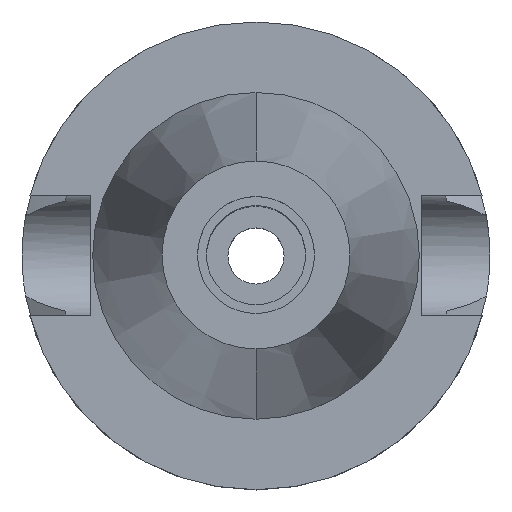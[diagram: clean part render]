
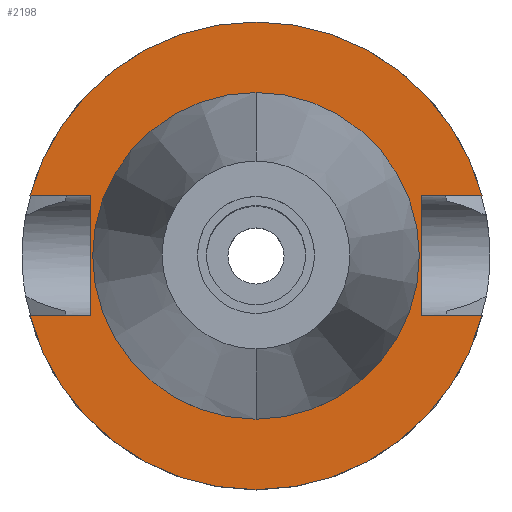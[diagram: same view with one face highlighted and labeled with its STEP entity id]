
A CAD part, top view. The second image highlights one B-rep face of the part: STEP entity #2198.
In plain terms, the highlighted planar face has unit normal (0, 0, 1).
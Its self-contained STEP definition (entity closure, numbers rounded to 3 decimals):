
#842=DIRECTION('',(1.,0.,0.));
#843=VECTOR('',#842,12.921);
#844=CARTESIAN_POINT('',(35.4,12.85,-3.));
#845=LINE('',#844,#843);
#889=DIRECTION('',(0.,1.,0.));
#890=VECTOR('',#889,25.7);
#891=CARTESIAN_POINT('',(-35.4,-12.85,-3.));
#892=LINE('',#891,#890);
#896=DIRECTION('',(-1.,0.,0.));
#897=VECTOR('',#896,12.921);
#898=CARTESIAN_POINT('',(-35.4,12.85,-3.));
#899=LINE('',#898,#897);
#903=CARTESIAN_POINT('',(0.,0.,-3.));
#904=DIRECTION('',(0.,0.,-1.));
#905=DIRECTION('',(-0.966,0.257,0.));
#906=AXIS2_PLACEMENT_3D('',#903,#904,#905);
#911=CARTESIAN_POINT('',(0.,0.,-3.));
#912=DIRECTION('',(0.,0.,-1.));
#913=DIRECTION('',(0.,1.,0.));
#914=AXIS2_PLACEMENT_3D('',#911,#912,#913);
#919=DIRECTION('',(0.,-1.,0.));
#920=VECTOR('',#919,25.7);
#921=CARTESIAN_POINT('',(35.4,12.85,-3.));
#922=LINE('',#921,#920);
#926=DIRECTION('',(1.,0.,0.));
#927=VECTOR('',#926,12.921);
#928=CARTESIAN_POINT('',(35.4,-12.85,-3.));
#929=LINE('',#928,#927);
#933=CARTESIAN_POINT('',(0.,0.,-3.));
#934=DIRECTION('',(0.,0.,-1.));
#935=DIRECTION('',(0.966,-0.257,0.));
#936=AXIS2_PLACEMENT_3D('',#933,#934,#935);
#941=CARTESIAN_POINT('',(0.,0.,-3.));
#942=DIRECTION('',(0.,0.,-1.));
#943=DIRECTION('',(0.,-1.,0.));
#944=AXIS2_PLACEMENT_3D('',#941,#942,#943);
#949=CARTESIAN_POINT('',(0.,0.,-3.));
#950=DIRECTION('',(0.,0.,1.));
#951=DIRECTION('',(0.,-1.,0.));
#952=AXIS2_PLACEMENT_3D('',#949,#950,#951);
#957=CARTESIAN_POINT('',(0.,0.,-3.));
#958=DIRECTION('',(0.,0.,1.));
#959=DIRECTION('',(0.,1.,0.));
#960=AXIS2_PLACEMENT_3D('',#957,#958,#959);
#995=DIRECTION('',(-1.,0.,0.));
#996=VECTOR('',#995,12.921);
#997=CARTESIAN_POINT('',(-35.4,-12.85,-3.));
#998=LINE('',#997,#996);
#1377=CARTESIAN_POINT('',(-35.4,-12.85,-3.));
#1378=VERTEX_POINT('',#1377);
#1379=CARTESIAN_POINT('',(-48.321,-12.85,-3.));
#1380=VERTEX_POINT('',#1379);
#1383=CARTESIAN_POINT('',(-35.4,12.85,-3.));
#1384=VERTEX_POINT('',#1383);
#1385=CARTESIAN_POINT('',(-48.321,12.85,-3.));
#1386=VERTEX_POINT('',#1385);
#1387=CARTESIAN_POINT('',(0.,50.,-3.));
#1388=CARTESIAN_POINT('',(48.321,12.85,-3.));
#1389=VERTEX_POINT('',#1387);
#1390=VERTEX_POINT('',#1388);
#1391=CARTESIAN_POINT('',(35.4,12.85,-3.));
#1392=VERTEX_POINT('',#1391);
#1393=CARTESIAN_POINT('',(35.4,-12.85,-3.));
#1394=VERTEX_POINT('',#1393);
#1395=CARTESIAN_POINT('',(48.321,-12.85,-3.));
#1396=VERTEX_POINT('',#1395);
#1397=CARTESIAN_POINT('',(0.,-50.,-3.));
#1398=VERTEX_POINT('',#1397);
#1399=CARTESIAN_POINT('',(0.,-34.925,-3.));
#1400=CARTESIAN_POINT('',(0.,34.925,-3.));
#1401=VERTEX_POINT('',#1399);
#1402=VERTEX_POINT('',#1400);
#2167=CARTESIAN_POINT('',(0.,0.,-3.));
#2168=DIRECTION('',(0.,0.,-1.));
#2169=DIRECTION('',(0.,-1.,0.));
#2170=AXIS2_PLACEMENT_3D('',#2167,#2168,#2169);
#2171=PLANE('',#2170);
#2173=ORIENTED_EDGE('',*,*,#2172,.T.);
#2175=ORIENTED_EDGE('',*,*,#2174,.T.);
#2177=ORIENTED_EDGE('',*,*,#2176,.T.);
#2179=ORIENTED_EDGE('',*,*,#2178,.T.);
#2180=ORIENTED_EDGE('',*,*,#2143,.F.);
#2181=ORIENTED_EDGE('',*,*,#2157,.T.);
#2183=ORIENTED_EDGE('',*,*,#2182,.T.);
#2185=ORIENTED_EDGE('',*,*,#2184,.T.);
#2187=ORIENTED_EDGE('',*,*,#2186,.T.);
#2189=ORIENTED_EDGE('',*,*,#2188,.F.);
#2190=EDGE_LOOP('',(#2173,#2175,#2177,#2179,#2180,#2181,#2183,#2185,#2187,
#2189));
#2191=FACE_OUTER_BOUND('',#2190,.F.);
#2193=ORIENTED_EDGE('',*,*,#2192,.T.);
#2195=ORIENTED_EDGE('',*,*,#2194,.T.);
#2196=EDGE_LOOP('',(#2193,#2195));
#2197=FACE_BOUND('',#2196,.F.);
#907=CIRCLE('',#906,50.);
#915=CIRCLE('',#914,50.);
#937=CIRCLE('',#936,50.);
#945=CIRCLE('',#944,50.);
#953=CIRCLE('',#952,34.925);
#961=CIRCLE('',#960,34.925);
#2143=EDGE_CURVE('',#1392,#1390,#845,.T.);
#2157=EDGE_CURVE('',#1392,#1394,#922,.T.);
#2172=EDGE_CURVE('',#1378,#1384,#892,.T.);
#2174=EDGE_CURVE('',#1384,#1386,#899,.T.);
#2176=EDGE_CURVE('',#1386,#1389,#907,.T.);
#2178=EDGE_CURVE('',#1389,#1390,#915,.T.);
#2182=EDGE_CURVE('',#1394,#1396,#929,.T.);
#2184=EDGE_CURVE('',#1396,#1398,#937,.T.);
#2186=EDGE_CURVE('',#1398,#1380,#945,.T.);
#2188=EDGE_CURVE('',#1378,#1380,#998,.T.);
#2192=EDGE_CURVE('',#1401,#1402,#953,.T.);
#2194=EDGE_CURVE('',#1402,#1401,#961,.T.);
#2198=ADVANCED_FACE('',(#2191,#2197),#2171,.F.);
